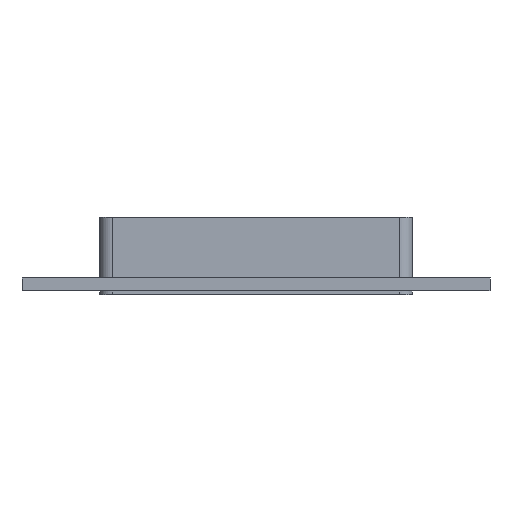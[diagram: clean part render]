
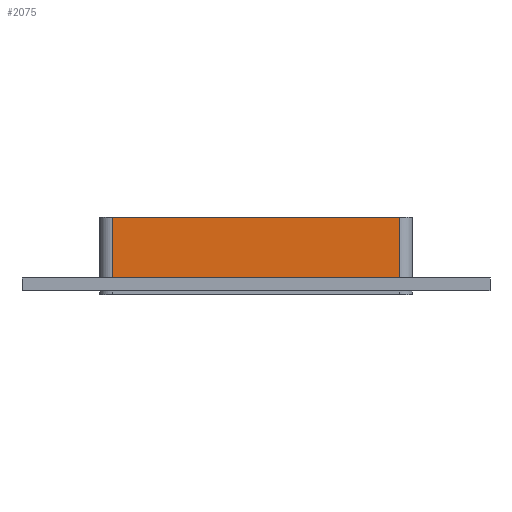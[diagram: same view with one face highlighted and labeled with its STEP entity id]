
A CAD part, left-side view. The second image highlights one B-rep face of the part: STEP entity #2075.
In plain terms, the highlighted planar face has unit normal (-1, 0, 0).
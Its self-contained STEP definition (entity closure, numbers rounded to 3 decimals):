
#735=CARTESIAN_POINT('',(-200.75,-111.,-17.0));
#736=VERTEX_POINT('',#735);
#744=CARTESIAN_POINT('',(-200.75,111.,-17.0));
#745=VERTEX_POINT('',#744);
#746=CARTESIAN_POINT('',(-200.75,111.,-17.));
#747=DIRECTION('',(0.0,-1.0,0.0));
#748=VECTOR('',#747,222.);
#749=LINE('',#746,#748);
#750=EDGE_CURVE('',#745,#736,#749,.T.);
#1406=CARTESIAN_POINT('',(-200.75,-111.,30.0));
#1407=VERTEX_POINT('',#1406);
#1415=CARTESIAN_POINT('',(-200.75,-111.,30.0));
#1416=DIRECTION('',(0.0,0.0,-1.0));
#1417=VECTOR('',#1416,47.0);
#1418=LINE('',#1415,#1417);
#1419=EDGE_CURVE('',#1407,#736,#1418,.T.);
#1430=CARTESIAN_POINT('',(-200.75,111.,30.0));
#1431=VERTEX_POINT('',#1430);
#1432=CARTESIAN_POINT('',(-200.75,111.,-17.0));
#1433=DIRECTION('',(0.0,0.0,1.0));
#1434=VECTOR('',#1433,47.0);
#1435=LINE('',#1432,#1434);
#1436=EDGE_CURVE('',#745,#1431,#1435,.T.);
#2059=CARTESIAN_POINT('',(-200.75,121.,0.0));
#2060=DIRECTION('',(-1.0,0.0,0.0));
#2061=DIRECTION('',(0.0,-1.0,0.0));
#2062=AXIS2_PLACEMENT_3D('',#2059,#2060,#2061);
#2063=PLANE('',#2062);
#2064=ORIENTED_EDGE('',*,*,#750,.T.);
#2065=ORIENTED_EDGE('',*,*,#1419,.F.);
#2066=CARTESIAN_POINT('',(-200.75,111.,30.0));
#2067=DIRECTION('',(0.0,-1.0,0.0));
#2068=VECTOR('',#2067,222.);
#2069=LINE('',#2066,#2068);
#2070=EDGE_CURVE('',#1431,#1407,#2069,.T.);
#2071=ORIENTED_EDGE('',*,*,#2070,.F.);
#2072=ORIENTED_EDGE('',*,*,#1436,.F.);
#2073=EDGE_LOOP('',(#2064,#2065,#2071,#2072));
#2074=FACE_OUTER_BOUND('',#2073,.T.);
#2075=ADVANCED_FACE('',(#2074),#2063,.T.);
